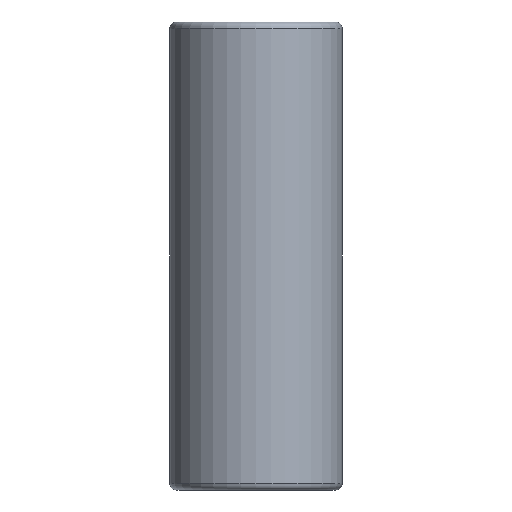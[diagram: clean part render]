
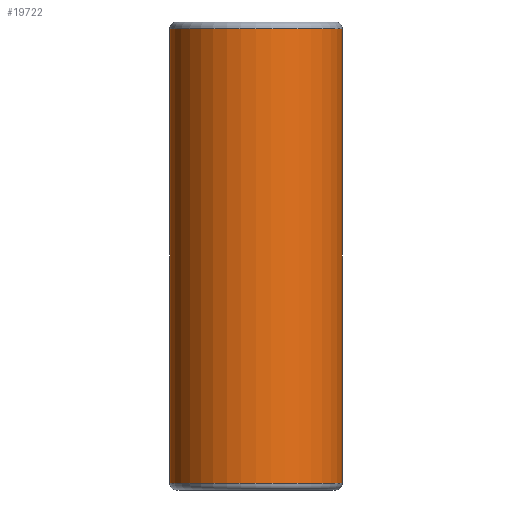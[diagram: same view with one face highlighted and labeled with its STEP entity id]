
A CAD part, front view. The second image highlights one B-rep face of the part: STEP entity #19722.
In plain terms, the highlighted cylindrical face has radius 6.35 mm (diameter 12.7 mm), a partial arc.
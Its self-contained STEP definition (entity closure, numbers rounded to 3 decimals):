
#31=DIRECTION('',(0.,0.,1.));
#32=VECTOR('',#31,33.5);
#33=CARTESIAN_POINT('',(6.35,0.,-16.75));
#34=LINE('',#33,#32);
#40=DIRECTION('',(0.,0.,-1.));
#41=VECTOR('',#40,33.5);
#42=CARTESIAN_POINT('',(-6.35,0.,16.75));
#43=LINE('',#42,#41);
#65=CARTESIAN_POINT('',(0.,0.,16.75));
#66=DIRECTION('',(0.,0.,1.));
#67=DIRECTION('',(-1.,0.,0.));
#68=AXIS2_PLACEMENT_3D('',#65,#66,#67);
#70=CARTESIAN_POINT('',(0.,0.,-16.75));
#71=DIRECTION('',(0.,0.,-1.));
#72=DIRECTION('',(1.,0.,0.));
#73=AXIS2_PLACEMENT_3D('',#70,#71,#72);
#15485=CARTESIAN_POINT('',(-6.35,0.,16.75));
#15486=CARTESIAN_POINT('',(6.35,0.,16.75));
#15487=VERTEX_POINT('',#15485);
#15488=VERTEX_POINT('',#15486);
#15493=CARTESIAN_POINT('',(6.35,0.,-16.75));
#15494=CARTESIAN_POINT('',(-6.35,0.,-16.75));
#15495=VERTEX_POINT('',#15493);
#15496=VERTEX_POINT('',#15494);
#19710=CARTESIAN_POINT('',(0.,0.,-17.25));
#19711=DIRECTION('',(0.,0.,1.));
#19712=DIRECTION('',(1.,0.,0.));
#19713=AXIS2_PLACEMENT_3D('',#19710,#19711,#19712);
#19714=CYLINDRICAL_SURFACE('',#19713,6.35);
#19715=ORIENTED_EDGE('',*,*,#19684,.F.);
#19717=ORIENTED_EDGE('',*,*,#19716,.T.);
#19718=ORIENTED_EDGE('',*,*,#19680,.F.);
#19719=ORIENTED_EDGE('',*,*,#19655,.T.);
#19720=EDGE_LOOP('',(#19715,#19717,#19718,#19719));
#19721=FACE_OUTER_BOUND('',#19720,.F.);
#19722=ADVANCED_FACE('',(#19721),#19714,.T.);
#69=CIRCLE('',#68,6.35);
#74=CIRCLE('',#73,6.35);
#19655=EDGE_CURVE('',#15495,#15496,#74,.T.);
#19680=EDGE_CURVE('',#15495,#15488,#34,.T.);
#19684=EDGE_CURVE('',#15487,#15496,#43,.T.);
#19716=EDGE_CURVE('',#15487,#15488,#69,.T.);
